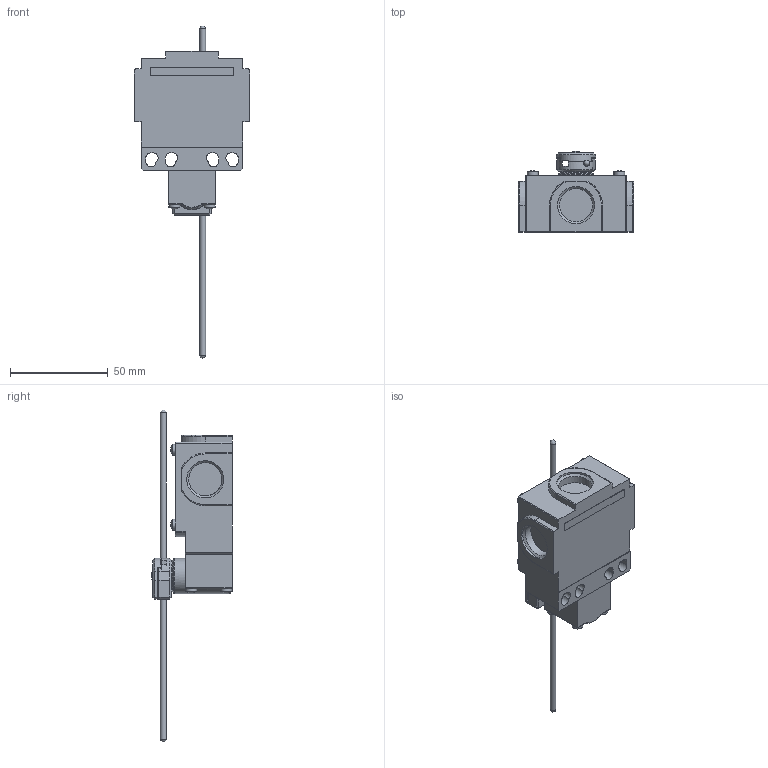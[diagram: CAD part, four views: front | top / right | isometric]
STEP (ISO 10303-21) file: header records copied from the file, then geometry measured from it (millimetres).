
FILE_DESCRIPTION (( 'STEP AP214' ), '1' );
FILE_NAME ('ADM2F71Z11.STEP', '2023-04-28T09:58:33', ( '' ), ( '' ), 'SwSTEP 2.0', 'SolidWorks 2021', '' );
FILE_SCHEMA (( 'AUTOMOTIVE_DESIGN' ));
Length unit declared in the file: inch
Products named in the file (1): ADM2F71Z11
Bounding box: 59 x 41.6 x 170 mm (x, y, z)
Volume: 100123.5 mm3; surface area: 21615.9 mm2
Topology: 1 solids, 5 shells, 240 faces, 608 edges, 387 vertices
Faces by surface type: plane 144, cylinder 68, bspline 21, cone 7
Full cylindrical faces by diameter (mm): 3 x1, 5.5 x4, 5.6 x4, 7 x1, 8 x1, 15 x1, 17 x3, 18 x1, 19 x3
Entity records: 7346 total; most frequent: CARTESIAN_POINT 1720, ORIENTED_EDGE 1138, DIRECTION 1136, EDGE_CURVE 569, AXIS2_PLACEMENT_3D 381, VERTEX_POINT 378, VECTOR 374, LINE 374
